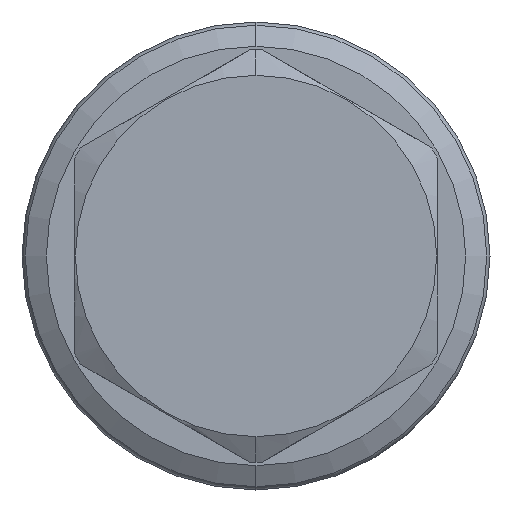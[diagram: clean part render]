
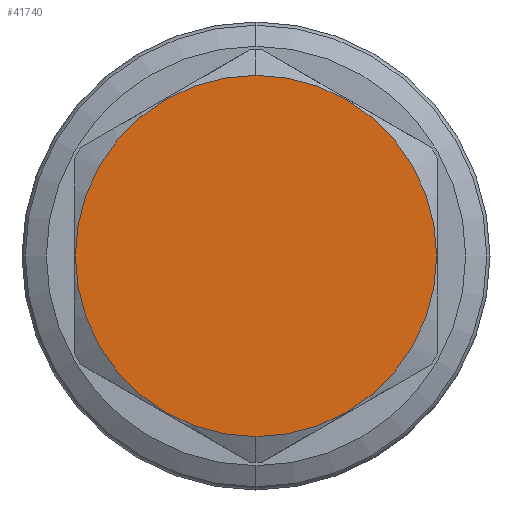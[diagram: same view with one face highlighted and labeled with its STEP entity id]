
A CAD part, left-side view. The second image highlights one B-rep face of the part: STEP entity #41740.
In plain terms, the highlighted planar face has unit normal (-1, 0, 0).
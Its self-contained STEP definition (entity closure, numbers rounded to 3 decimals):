
#796 = AXIS2_PLACEMENT_3D ( 'NONE', #9976, #9981, #9982 ) ;
#1046 = AXIS2_PLACEMENT_3D ( 'NONE', #23462, #23463, #23464 ) ;
#7891 = FACE_OUTER_BOUND ( 'NONE', #47961, .T. ) ;
#9976 = CARTESIAN_POINT ( 'NONE',  ( 0., 0., -23.787 ) ) ;
#9979 = PLANE ( 'NONE',  #796 ) ;
#9981 = DIRECTION ( 'NONE',  ( 1., 0., 0. ) ) ;
#9982 = DIRECTION ( 'NONE',  ( 0., 0., -1. ) ) ;
#16080 = CIRCLE ( 'NONE', #1046, 20.5 ) ;
#23462 = CARTESIAN_POINT ( 'NONE',  ( 0., 0., 0. ) ) ;
#23463 = DIRECTION ( 'NONE',  ( -1., 0., 0. ) ) ;
#23464 = DIRECTION ( 'NONE',  ( 0., 0., 1. ) ) ;
#26114 = AXIS2_PLACEMENT_3D ( 'NONE', #40345, #40346, #40347 ) ;
#26291 = CARTESIAN_POINT ( 'NONE',  ( 0., 0., 20.5 ) ) ;
#26418 = CARTESIAN_POINT ( 'NONE',  ( 0., 0., -20.5 ) ) ;
#40345 = CARTESIAN_POINT ( 'NONE',  ( 0., 0., 0. ) ) ;
#40346 = DIRECTION ( 'NONE',  ( -1., 0., 0. ) ) ;
#40347 = DIRECTION ( 'NONE',  ( 0., 0., 1. ) ) ;
#41010 = CIRCLE ( 'NONE', #26114, 20.5 ) ;
#41740 = ADVANCED_FACE ( 'NONE', ( #7891 ), #9979, .F. ) ;
#43413 = EDGE_CURVE ( 'NONE', #44596, #44723, #16080, .T. ) ;
#44596 = VERTEX_POINT ( 'NONE', #26291 ) ;
#44723 = VERTEX_POINT ( 'NONE', #26418 ) ;
#46205 = EDGE_CURVE ( 'NONE', #44723, #44596, #41010, .T. ) ;
#47115 = ORIENTED_EDGE ( 'NONE', *, *, #46205, .T. ) ;
#47116 = ORIENTED_EDGE ( 'NONE', *, *, #43413, .T. ) ;
#47961 = EDGE_LOOP ( 'NONE', ( #47115, #47116 ) ) ;
